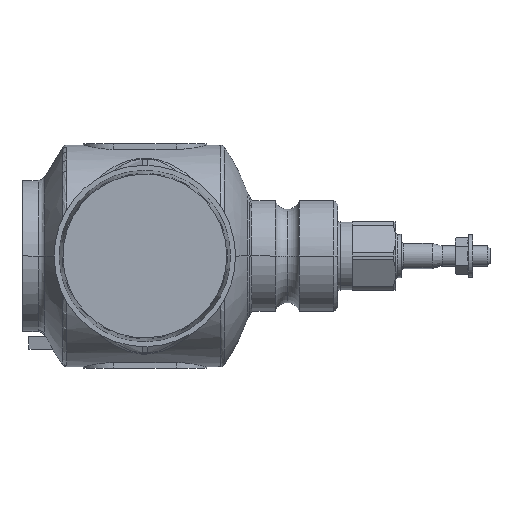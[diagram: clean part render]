
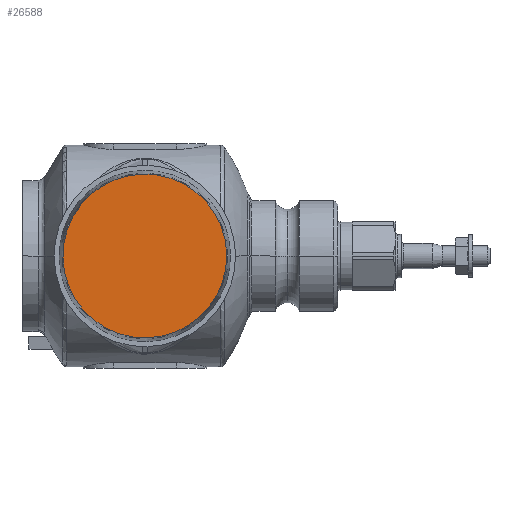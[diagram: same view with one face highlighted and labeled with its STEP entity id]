
A CAD part, left-side view. The second image highlights one B-rep face of the part: STEP entity #26588.
In plain terms, the highlighted face is planar.
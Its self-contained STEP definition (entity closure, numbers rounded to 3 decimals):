
#26417=CARTESIAN_POINT('Vertex',(-28.521,0.,15.581)) ;
#26433=CARTESIAN_POINT('Vertex',(28.521,0.,-15.581)) ;
#26436=CARTESIAN_POINT('Axis2P3D Location',(0.,0.,0.)) ;
#26453=CARTESIAN_POINT('Axis2P3D Location',(0.,0.,0.)) ;
#26579=CARTESIAN_POINT('Axis2P3D Location',(0.,0.,0.)) ;
#26437=DIRECTION('Axis2P3D Direction',(0.,1.,0.)) ;
#26454=DIRECTION('Axis2P3D Direction',(0.,1.,0.)) ;
#26580=DIRECTION('Axis2P3D Direction',(0.,1.,0.)) ;
#26581=DIRECTION('Axis2P3D XDirection',(1.,-0.,0.)) ;
#26438=AXIS2_PLACEMENT_3D('Circle Axis2P3D',#26436,#26437,$) ;
#26455=AXIS2_PLACEMENT_3D('Circle Axis2P3D',#26453,#26454,$) ;
#26582=AXIS2_PLACEMENT_3D('Plane Axis2P3D',#26579,#26580,#26581) ;
#26585=ORIENTED_EDGE('',*,*,#26457,.F.) ;
#26586=ORIENTED_EDGE('',*,*,#26440,.F.) ;
#26588=ADVANCED_FACE('PartBody',(#26587),#26583,.F.) ;
#26439=CIRCLE('generated circle',#26438,32.5) ;
#26456=CIRCLE('generated circle',#26455,32.5) ;
#26440=EDGE_CURVE('',#26434,#26418,#26439,.T.) ;
#26457=EDGE_CURVE('',#26418,#26434,#26456,.T.) ;
#26584=EDGE_LOOP('',(#26585,#26586)) ;
#26587=FACE_OUTER_BOUND('',#26584,.T.) ;
#26583=PLANE('',#26582) ;
#26418=VERTEX_POINT('',#26417) ;
#26434=VERTEX_POINT('',#26433) ;
